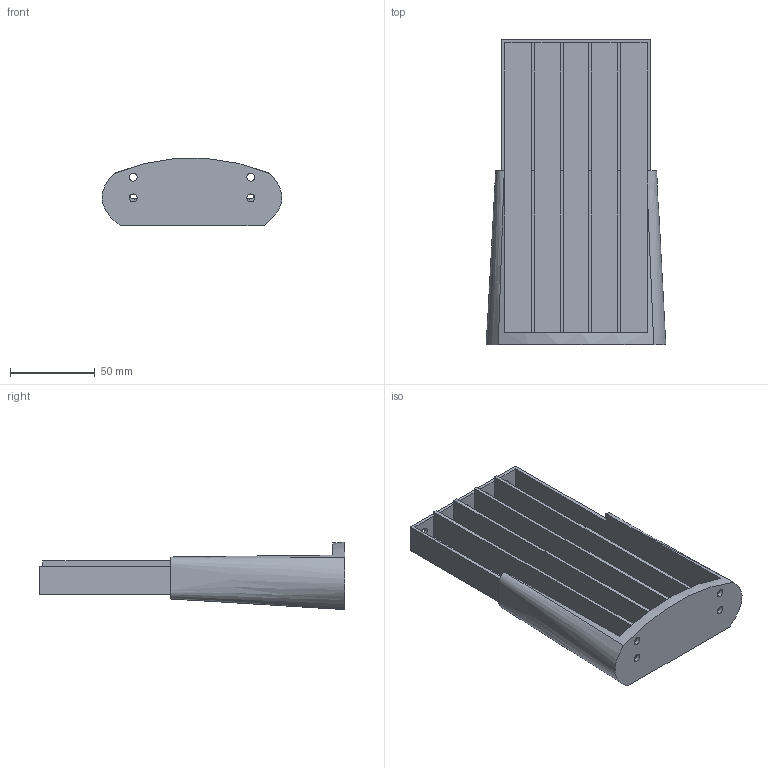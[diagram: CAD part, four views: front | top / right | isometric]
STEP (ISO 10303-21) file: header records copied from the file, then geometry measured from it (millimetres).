
FILE_DESCRIPTION (( 'STEP AP214' ), '1' );
FILE_NAME ('Wrist SPA Holder.STEP', '2024-08-09T05:17:00', ( '' ), ( '' ), 'SwSTEP 2.0', 'SolidWorks 2023', '' );
FILE_SCHEMA (( 'AUTOMOTIVE_DESIGN' ));
Length unit declared in the file: millimetre
Products named in the file (1): Wrist SPA Holder
Bounding box: 105.96 x 180 x 39.65 mm (x, y, z)
Volume: 162692.5 mm3; surface area: 81332.4 mm2
Topology: 1 solids, 1 shells, 78 faces, 212 edges, 140 vertices
Faces by surface type: plane 49, cylinder 26, bspline 3
Entity records: 2775 total; most frequent: CARTESIAN_POINT 730, ORIENTED_EDGE 424, DIRECTION 401, EDGE_CURVE 212, VECTOR 145, LINE 145, VERTEX_POINT 140, AXIS2_PLACEMENT_3D 128
